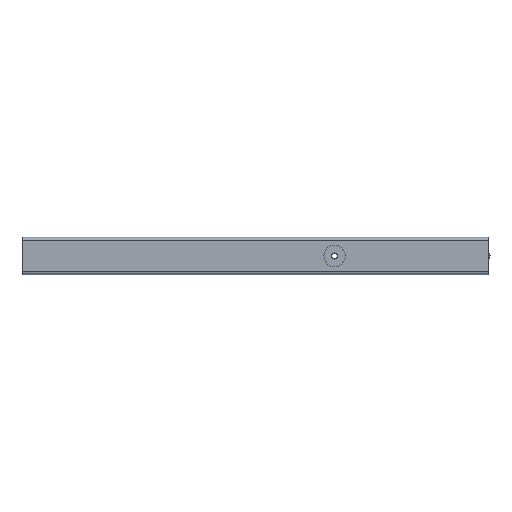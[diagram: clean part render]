
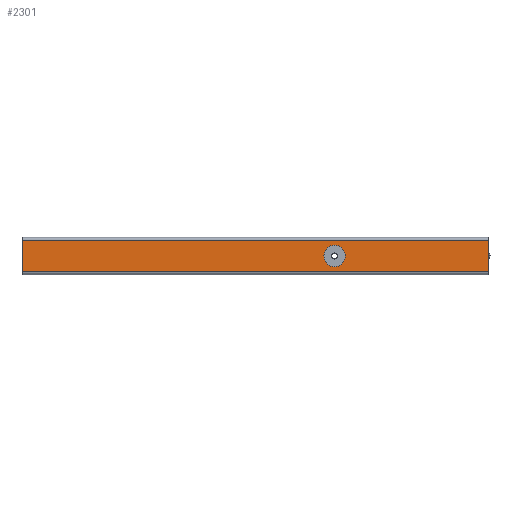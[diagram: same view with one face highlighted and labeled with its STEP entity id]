
A CAD part, left-side view. The second image highlights one B-rep face of the part: STEP entity #2301.
In plain terms, the highlighted planar face has unit normal (-1, 0, 0).
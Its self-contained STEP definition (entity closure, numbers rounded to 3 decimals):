
#5=DIRECTION('',(0.,-1.,0.));
#6=VECTOR('',#5,500.);
#7=CARTESIAN_POINT('',(-68.5,500.,-37.));
#8=LINE('',#7,#6);
#419=DIRECTION('',(0.,0.,-1.));
#420=VECTOR('',#419,34.);
#421=CARTESIAN_POINT('',(-68.5,500.,-3.));
#422=LINE('',#421,#420);
#623=DIRECTION('',(0.,1.,0.));
#624=VECTOR('',#623,500.);
#625=CARTESIAN_POINT('',(-68.5,0.,-3.));
#626=LINE('',#625,#624);
#631=DIRECTION('',(0.,0.,-1.));
#632=VECTOR('',#631,34.);
#633=CARTESIAN_POINT('',(-68.5,0.,-3.));
#634=LINE('',#633,#632);
#635=CARTESIAN_POINT('',(-68.5,165.,-20.));
#636=DIRECTION('',(-1.,0.,0.));
#637=DIRECTION('',(0.,1.,0.));
#638=AXIS2_PLACEMENT_3D('',#635,#636,#637);
#640=CARTESIAN_POINT('',(-68.5,165.,-20.));
#641=DIRECTION('',(-1.,0.,0.));
#642=DIRECTION('',(0.,-1.,0.));
#643=AXIS2_PLACEMENT_3D('',#640,#641,#642);
#1232=CARTESIAN_POINT('',(-68.5,0.,-37.));
#1234=VERTEX_POINT('',#1232);
#1237=CARTESIAN_POINT('',(-68.5,500.,-37.));
#1238=VERTEX_POINT('',#1237);
#1250=CARTESIAN_POINT('',(-68.5,0.,-3.));
#1251=VERTEX_POINT('',#1250);
#1332=CARTESIAN_POINT('',(-68.5,176.5,-20.));
#1333=CARTESIAN_POINT('',(-68.5,153.5,-20.));
#1334=VERTEX_POINT('',#1332);
#1335=VERTEX_POINT('',#1333);
#1336=CARTESIAN_POINT('',(-68.5,500.,-3.));
#1337=VERTEX_POINT('',#1336);
#2284=CARTESIAN_POINT('',(-68.5,0.,-37.));
#2285=DIRECTION('',(-1.,0.,0.));
#2286=DIRECTION('',(0.,0.,1.));
#2287=AXIS2_PLACEMENT_3D('',#2284,#2285,#2286);
#2288=PLANE('',#2287);
#2289=ORIENTED_EDGE('',*,*,#1631,.T.);
#2290=ORIENTED_EDGE('',*,*,#1608,.F.);
#2291=ORIENTED_EDGE('',*,*,#2036,.F.);
#2292=ORIENTED_EDGE('',*,*,#2277,.F.);
#2293=EDGE_LOOP('',(#2289,#2290,#2291,#2292));
#2294=FACE_OUTER_BOUND('',#2293,.F.);
#2296=ORIENTED_EDGE('',*,*,#2295,.T.);
#2298=ORIENTED_EDGE('',*,*,#2297,.T.);
#2299=EDGE_LOOP('',(#2296,#2298));
#2300=FACE_BOUND('',#2299,.F.);
#2301=ADVANCED_FACE('',(#2294,#2300),#2288,.T.);
#639=CIRCLE('',#638,11.5);
#644=CIRCLE('',#643,11.5);
#1608=EDGE_CURVE('',#1238,#1234,#8,.T.);
#1631=EDGE_CURVE('',#1251,#1234,#634,.T.);
#2036=EDGE_CURVE('',#1337,#1238,#422,.T.);
#2277=EDGE_CURVE('',#1251,#1337,#626,.T.);
#2295=EDGE_CURVE('',#1334,#1335,#639,.T.);
#2297=EDGE_CURVE('',#1335,#1334,#644,.T.);
